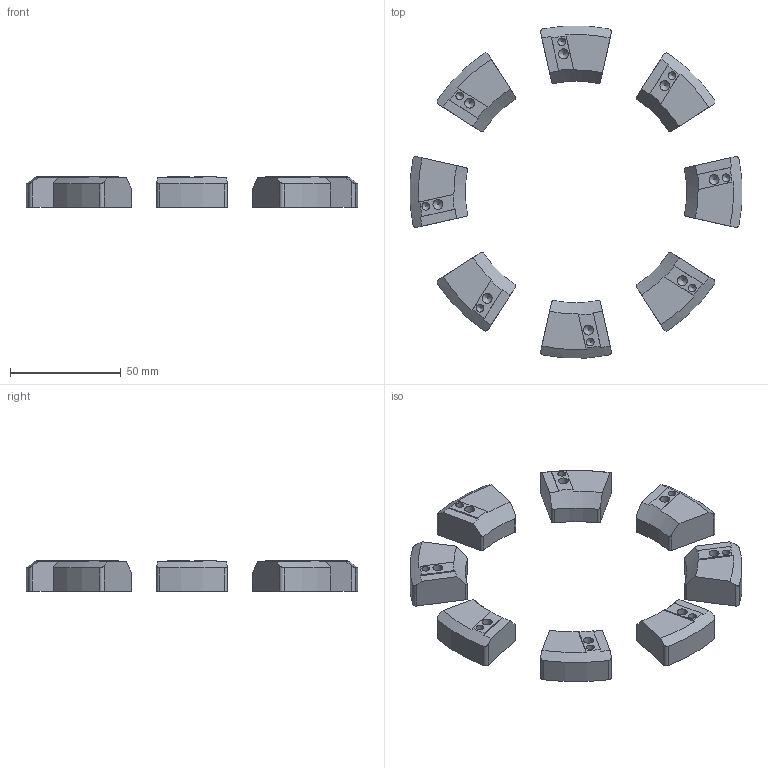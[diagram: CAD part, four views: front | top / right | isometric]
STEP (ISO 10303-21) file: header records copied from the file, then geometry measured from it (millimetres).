
FILE_DESCRIPTION(/* description */ (''),/* implementation_level */ '2;1');
FILE_NAME(/* name */ 'Thrust pad.stp',/* time_stamp */ '2024-01-30T10:36:20+05:00',/* author */ (''),/* organization */ (''),/* preprocessor_version */ 'ST-DEVELOPER v16.7',/* originating_system */ 'SIEMENS PLM Software NX 12.0',/* authorisation */ '');
FILE_SCHEMA (('AUTOMOTIVE_DESIGN { 1 0 10303 214 3 1 1 1 }'));
Length unit declared in the file: millimetre
Products named in the file (1): (4-04-23542)
Bounding box: 149.67 x 149.67 x 13.85 mm (x, y, z)
Volume: 67725.8 mm3; surface area: 22017.7 mm2
Topology: 8 solids, 8 shells, 176 faces, 430 edges, 286 vertices
Faces by surface type: plane 80, cylinder 64, cone 32
Full cylindrical faces by diameter (mm): 3.5 x8, 4.5 x8
Entity records: 5463 total; most frequent: CARTESIAN_POINT 1433, DIRECTION 834, ORIENTED_EDGE 768, EDGE_CURVE 384, AXIS2_PLACEMENT_3D 337, VERTEX_POINT 272, EDGE_LOOP 224, ADVANCED_FACE 176
